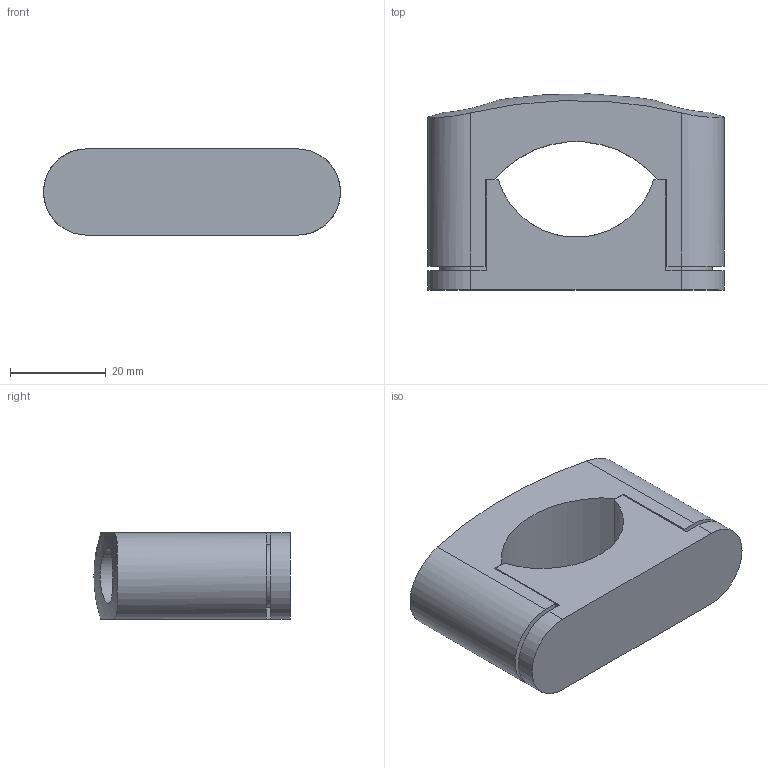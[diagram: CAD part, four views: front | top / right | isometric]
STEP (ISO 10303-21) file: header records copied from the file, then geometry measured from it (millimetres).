
FILE_DESCRIPTION (( 'STEP AP214' ), '1' );
FILE_NAME ('2124343.stp', '2016-08-16T12:25:38', ( '' ), ( '' ), 'SwSTEP 2.0', 'SolidWorks 2014', '' );
FILE_SCHEMA (( 'AUTOMOTIVE_DESIGN' ));
Length unit declared in the file: millimetre
Products named in the file (4): ES510-05-02_Standard; ES510-05-01_Standard; ES510-04-03_Standard; 2124343
Assembly tree (4 placements, depth 2):
  2124343
    ES510-05-02_Standard
    ES510-05-01_Standard
    ES510-04-03_Standard  x2
Bounding box: 62 x 40.96 x 18 mm (x, y, z)
Volume: 29546.5 mm3; surface area: 15051.2 mm2
Topology: 4 solids, 4 shells, 99 faces, 236 edges, 154 vertices
Faces by surface type: plane 56, cylinder 38, cone 4, torus 1
Entity records: 2818 total; most frequent: CARTESIAN_POINT 708, DIRECTION 420, ORIENTED_EDGE 392, EDGE_CURVE 196, AXIS2_PLACEMENT_3D 144, LINE 132, VECTOR 132, VERTEX_POINT 130
